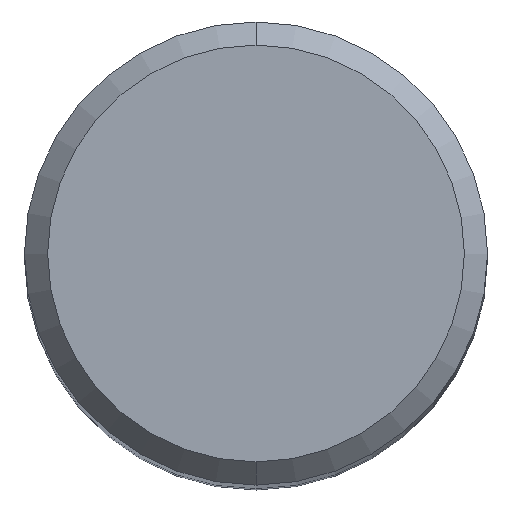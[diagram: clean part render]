
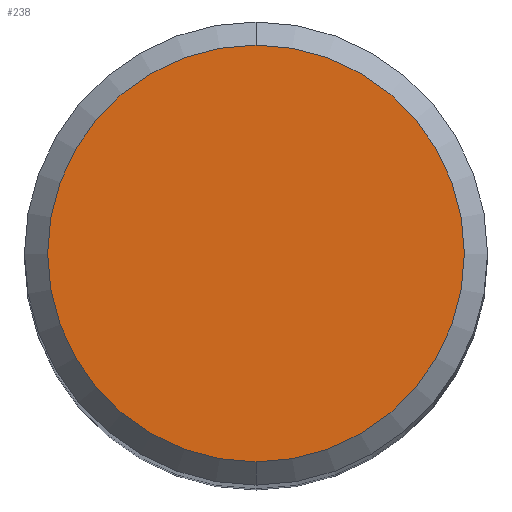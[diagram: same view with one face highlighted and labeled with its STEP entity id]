
A CAD part, top view. The second image highlights one B-rep face of the part: STEP entity #238.
In plain terms, the highlighted planar face has unit normal (0, 0, 1).
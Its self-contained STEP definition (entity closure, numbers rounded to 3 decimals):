
#232=EDGE_CURVE('',#340,#342,#502,.T.);
#238=ADVANCED_FACE('',(#509),#510,.T.);
#340=VERTEX_POINT('',#621);
#342=VERTEX_POINT('',#623);
#348=EDGE_CURVE('',#342,#340,#631,.T.);
#502=CIRCLE('',#897,7.2);
#509=FACE_OUTER_BOUND('',#904,.T.);
#510=PLANE('',#905);
#621=CARTESIAN_POINT('',(0.,-7.2,0.0));
#623=CARTESIAN_POINT('',(0.0,7.2,0.0));
#631=CIRCLE('',#1206,7.2);
#897=AXIS2_PLACEMENT_3D('',#1397,#1398,#1399);
#904=EDGE_LOOP('',(#1409,#1410));
#905=AXIS2_PLACEMENT_3D('',#1411,#1412,#1413);
#1206=AXIS2_PLACEMENT_3D('',#1546,#1547,#1548);
#1397=CARTESIAN_POINT('',(0.0,0.0,0.0));
#1398=DIRECTION('',(0.0,0.0,-1.0));
#1399=DIRECTION('',(0.0,1.0,0.0));
#1409=ORIENTED_EDGE('',*,*,#348,.F.);
#1410=ORIENTED_EDGE('',*,*,#232,.F.);
#1411=CARTESIAN_POINT('',(0.0,3.6,0.0));
#1412=DIRECTION('',(-0.0,0.0,1.0));
#1413=DIRECTION('',(0.0,-1.0,0.0));
#1546=CARTESIAN_POINT('',(0.0,0.0,0.0));
#1547=DIRECTION('',(0.0,0.0,-1.0));
#1548=DIRECTION('',(0.0,1.0,0.0));
